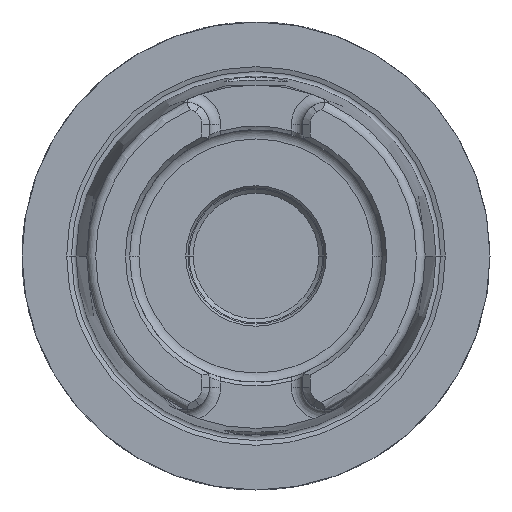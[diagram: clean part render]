
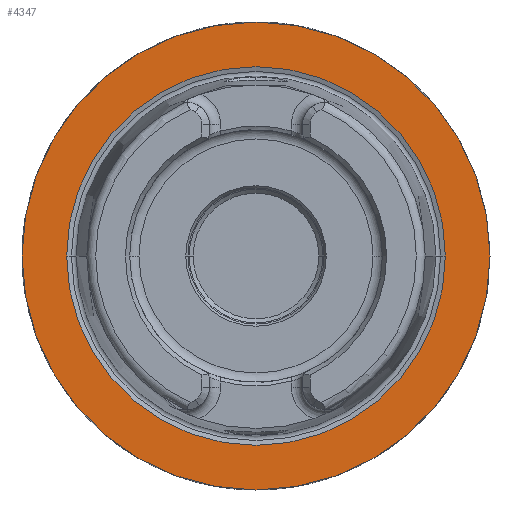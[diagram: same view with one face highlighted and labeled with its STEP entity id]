
A CAD part, left-side view. The second image highlights one B-rep face of the part: STEP entity #4347.
In plain terms, the highlighted planar face has unit normal (-1, 0, 0).
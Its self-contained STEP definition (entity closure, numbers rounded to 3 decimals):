
#1068=CARTESIAN_POINT('',(0.,0.,0.));
#1069=DIRECTION('',(1.,0.,0.));
#1070=DIRECTION('',(0.,1.,0.));
#1071=AXIS2_PLACEMENT_3D('',#1068,#1069,#1070);
#1073=CARTESIAN_POINT('',(0.,0.,0.));
#1074=DIRECTION('',(-1.,0.,0.));
#1075=DIRECTION('',(0.,1.,0.));
#1076=AXIS2_PLACEMENT_3D('',#1073,#1074,#1075);
#1078=CARTESIAN_POINT('',(0.,0.,0.));
#1079=DIRECTION('',(-1.,0.,0.));
#1080=DIRECTION('',(0.,-1.,0.));
#1081=AXIS2_PLACEMENT_3D('',#1078,#1079,#1080);
#1083=CARTESIAN_POINT('',(0.,0.,0.));
#1084=DIRECTION('',(-1.,0.,0.));
#1085=DIRECTION('',(0.,1.,0.));
#1086=AXIS2_PLACEMENT_3D('',#1083,#1084,#1085);
#2612=CARTESIAN_POINT('',(0.,31.5,0.));
#2613=CARTESIAN_POINT('',(0.,-31.5,0.));
#2614=VERTEX_POINT('',#2612);
#2615=VERTEX_POINT('',#2613);
#2640=CARTESIAN_POINT('',(0.,-25.49,0.));
#2641=VERTEX_POINT('',#2640);
#2642=CARTESIAN_POINT('',(0.,25.49,0.));
#2643=VERTEX_POINT('',#2642);
#4332=CARTESIAN_POINT('',(0.,0.,0.));
#4333=DIRECTION('',(1.,0.,0.));
#4334=DIRECTION('',(0.,-1.,0.));
#4335=AXIS2_PLACEMENT_3D('',#4332,#4333,#4334);
#4336=PLANE('',#4335);
#4338=ORIENTED_EDGE('',*,*,#4337,.T.);
#4340=ORIENTED_EDGE('',*,*,#4339,.F.);
#4341=EDGE_LOOP('',(#4338,#4340));
#4342=FACE_OUTER_BOUND('',#4341,.F.);
#4343=ORIENTED_EDGE('',*,*,#4327,.T.);
#4344=ORIENTED_EDGE('',*,*,#4311,.T.);
#4345=EDGE_LOOP('',(#4343,#4344));
#4346=FACE_BOUND('',#4345,.F.);
#4347=ADVANCED_FACE('',(#4342,#4346),#4336,.F.);
#1072=CIRCLE('',#1071,31.5);
#1077=CIRCLE('',#1076,31.5);
#1082=CIRCLE('',#1081,25.49);
#1087=CIRCLE('',#1086,25.49);
#4311=EDGE_CURVE('',#2643,#2641,#1087,.T.);
#4327=EDGE_CURVE('',#2641,#2643,#1082,.T.);
#4337=EDGE_CURVE('',#2614,#2615,#1072,.T.);
#4339=EDGE_CURVE('',#2614,#2615,#1077,.T.);
